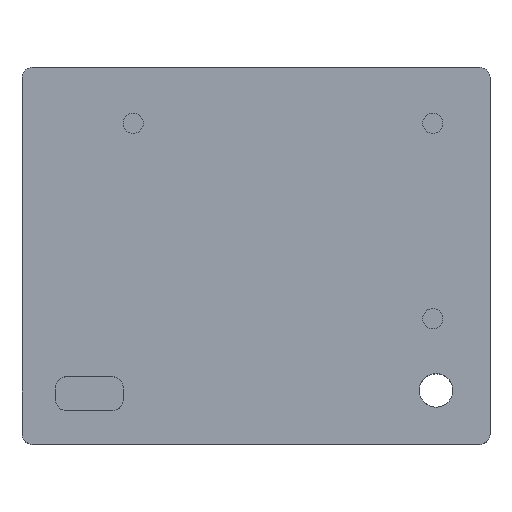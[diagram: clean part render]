
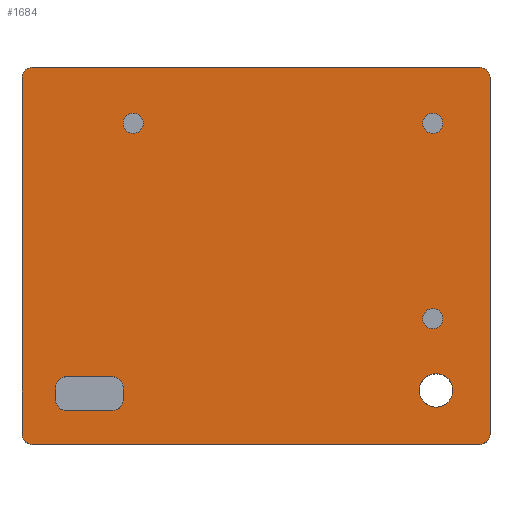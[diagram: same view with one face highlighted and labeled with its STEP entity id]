
A CAD part, top view. The second image highlights one B-rep face of the part: STEP entity #1684.
In plain terms, the highlighted planar face has unit normal (0, 0, 1).
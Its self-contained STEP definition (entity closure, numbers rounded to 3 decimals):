
#48=FACE_BOUND('',#238,.T.);
#49=FACE_BOUND('',#239,.T.);
#50=FACE_BOUND('',#240,.T.);
#51=FACE_BOUND('',#241,.T.);
#52=FACE_BOUND('',#242,.T.);
#66=PLANE('',#1832);
#139=FACE_OUTER_BOUND('',#237,.T.);
#237=EDGE_LOOP('',(#1245,#1246,#1247,#1248,#1249,#1250,#1251,#1252));
#238=EDGE_LOOP('',(#1253,#1254,#1255,#1256,#1257,#1258,#1259,#1260));
#239=EDGE_LOOP('',(#1261));
#240=EDGE_LOOP('',(#1262));
#241=EDGE_LOOP('',(#1263));
#242=EDGE_LOOP('',(#1264));
#322=LINE('',#2461,#505);
#332=LINE('',#2506,#515);
#337=LINE('',#2520,#520);
#340=LINE('',#2528,#523);
#343=LINE('',#2536,#526);
#346=LINE('',#2544,#529);
#352=LINE('',#2565,#535);
#353=LINE('',#2567,#536);
#505=VECTOR('',#1960,10.);
#515=VECTOR('',#2000,10.);
#520=VECTOR('',#2015,10.);
#523=VECTOR('',#2024,10.);
#526=VECTOR('',#2033,10.);
#529=VECTOR('',#2042,10.);
#535=VECTOR('',#2070,10.);
#536=VECTOR('',#2073,10.);
#684=CIRCLE('',#1788,1.5);
#697=CIRCLE('',#1804,1.5);
#698=CIRCLE('',#1807,1.5);
#699=CIRCLE('',#1809,1.5);
#700=CIRCLE('',#1812,1.5);
#701=CIRCLE('',#1815,1.5);
#702=CIRCLE('',#1818,1.5);
#703=CIRCLE('',#1821,1.5);
#704=CIRCLE('',#1823,2.5);
#705=CIRCLE('',#1825,1.5);
#706=CIRCLE('',#1827,1.5);
#707=CIRCLE('',#1829,1.5);
#740=VERTEX_POINT('',#2448);
#741=VERTEX_POINT('',#2449);
#745=VERTEX_POINT('',#2459);
#763=VERTEX_POINT('',#2499);
#764=VERTEX_POINT('',#2500);
#765=VERTEX_POINT('',#2505);
#766=VERTEX_POINT('',#2509);
#767=VERTEX_POINT('',#2513);
#768=VERTEX_POINT('',#2517);
#769=VERTEX_POINT('',#2519);
#770=VERTEX_POINT('',#2523);
#771=VERTEX_POINT('',#2527);
#772=VERTEX_POINT('',#2531);
#773=VERTEX_POINT('',#2535);
#774=VERTEX_POINT('',#2539);
#775=VERTEX_POINT('',#2543);
#776=VERTEX_POINT('',#2549);
#777=VERTEX_POINT('',#2553);
#778=VERTEX_POINT('',#2557);
#779=VERTEX_POINT('',#2561);
#902=EDGE_CURVE('',#740,#741,#684,.T.);
#908=EDGE_CURVE('',#740,#745,#322,.T.);
#927=EDGE_CURVE('',#763,#764,#697,.T.);
#930=EDGE_CURVE('',#765,#764,#332,.T.);
#932=EDGE_CURVE('',#765,#766,#698,.T.);
#934=EDGE_CURVE('',#767,#745,#699,.T.);
#937=EDGE_CURVE('',#769,#768,#337,.T.);
#939=EDGE_CURVE('',#770,#769,#700,.T.);
#941=EDGE_CURVE('',#771,#770,#340,.T.);
#943=EDGE_CURVE('',#772,#771,#701,.T.);
#945=EDGE_CURVE('',#773,#772,#343,.T.);
#947=EDGE_CURVE('',#774,#773,#702,.T.);
#949=EDGE_CURVE('',#775,#774,#346,.T.);
#951=EDGE_CURVE('',#768,#775,#703,.T.);
#952=EDGE_CURVE('',#776,#776,#704,.T.);
#954=EDGE_CURVE('',#777,#777,#705,.T.);
#956=EDGE_CURVE('',#778,#778,#706,.T.);
#958=EDGE_CURVE('',#779,#779,#707,.T.);
#960=EDGE_CURVE('',#763,#741,#352,.T.);
#961=EDGE_CURVE('',#767,#766,#353,.T.);
#1245=ORIENTED_EDGE('',*,*,#902,.F.);
#1246=ORIENTED_EDGE('',*,*,#908,.T.);
#1247=ORIENTED_EDGE('',*,*,#934,.F.);
#1248=ORIENTED_EDGE('',*,*,#961,.T.);
#1249=ORIENTED_EDGE('',*,*,#932,.F.);
#1250=ORIENTED_EDGE('',*,*,#930,.T.);
#1251=ORIENTED_EDGE('',*,*,#927,.F.);
#1252=ORIENTED_EDGE('',*,*,#960,.T.);
#1253=ORIENTED_EDGE('',*,*,#945,.T.);
#1254=ORIENTED_EDGE('',*,*,#943,.T.);
#1255=ORIENTED_EDGE('',*,*,#941,.T.);
#1256=ORIENTED_EDGE('',*,*,#939,.T.);
#1257=ORIENTED_EDGE('',*,*,#937,.T.);
#1258=ORIENTED_EDGE('',*,*,#951,.T.);
#1259=ORIENTED_EDGE('',*,*,#949,.T.);
#1260=ORIENTED_EDGE('',*,*,#947,.T.);
#1261=ORIENTED_EDGE('',*,*,#952,.T.);
#1262=ORIENTED_EDGE('',*,*,#958,.T.);
#1263=ORIENTED_EDGE('',*,*,#956,.T.);
#1264=ORIENTED_EDGE('',*,*,#954,.T.);
#1684=ADVANCED_FACE('',(#139,#48,#49,#50,#51,#52),#66,.T.);
#1788=AXIS2_PLACEMENT_3D('',#2450,#1950,#1951);
#1804=AXIS2_PLACEMENT_3D('',#2501,#1994,#1995);
#1807=AXIS2_PLACEMENT_3D('',#2510,#2004,#2005);
#1809=AXIS2_PLACEMENT_3D('',#2514,#2009,#2010);
#1812=AXIS2_PLACEMENT_3D('',#2524,#2019,#2020);
#1815=AXIS2_PLACEMENT_3D('',#2532,#2028,#2029);
#1818=AXIS2_PLACEMENT_3D('',#2540,#2037,#2038);
#1821=AXIS2_PLACEMENT_3D('',#2547,#2046,#2047);
#1823=AXIS2_PLACEMENT_3D('',#2550,#2050,#2051);
#1825=AXIS2_PLACEMENT_3D('',#2554,#2055,#2056);
#1827=AXIS2_PLACEMENT_3D('',#2558,#2060,#2061);
#1829=AXIS2_PLACEMENT_3D('',#2562,#2065,#2066);
#1832=AXIS2_PLACEMENT_3D('',#2568,#2074,#2075);
#1950=DIRECTION('center_axis',(0.,0.,-1.));
#1951=DIRECTION('ref_axis',(-0.707,-0.707,0.));
#1960=DIRECTION('',(1.,0.,0.));
#1994=DIRECTION('center_axis',(0.,0.,-1.));
#1995=DIRECTION('ref_axis',(-0.707,0.707,0.));
#2000=DIRECTION('',(-1.,0.,0.));
#2004=DIRECTION('center_axis',(0.,0.,-1.));
#2005=DIRECTION('ref_axis',(0.707,0.707,0.));
#2009=DIRECTION('center_axis',(0.,0.,-1.));
#2010=DIRECTION('ref_axis',(0.707,-0.707,0.));
#2015=DIRECTION('',(1.,0.,0.));
#2019=DIRECTION('center_axis',(0.,0.,-1.));
#2020=DIRECTION('ref_axis',(0.,1.,0.));
#2024=DIRECTION('',(0.,1.,0.));
#2028=DIRECTION('center_axis',(0.,0.,-1.));
#2029=DIRECTION('ref_axis',(-1.,0.,0.));
#2033=DIRECTION('',(-1.,0.,0.));
#2037=DIRECTION('center_axis',(0.,0.,-1.));
#2038=DIRECTION('ref_axis',(0.,-1.,0.));
#2042=DIRECTION('',(0.,-1.,0.));
#2046=DIRECTION('center_axis',(0.,0.,-1.));
#2047=DIRECTION('ref_axis',(1.,0.,0.));
#2050=DIRECTION('center_axis',(0.,0.,-1.));
#2051=DIRECTION('ref_axis',(-1.,0.,0.));
#2055=DIRECTION('center_axis',(0.,0.,-1.));
#2056=DIRECTION('ref_axis',(1.,0.,0.));
#2060=DIRECTION('center_axis',(0.,0.,-1.));
#2061=DIRECTION('ref_axis',(1.,0.,0.));
#2065=DIRECTION('center_axis',(0.,0.,-1.));
#2066=DIRECTION('ref_axis',(1.,0.,0.));
#2070=DIRECTION('',(0.,-1.,0.));
#2073=DIRECTION('',(0.,1.,0.));
#2074=DIRECTION('center_axis',(0.,0.,1.));
#2075=DIRECTION('ref_axis',(1.,0.,0.));
#2448=CARTESIAN_POINT('',(-35.5,-3.,3.));
#2449=CARTESIAN_POINT('',(-37.,-1.5,3.));
#2450=CARTESIAN_POINT('Origin',(-35.5,-1.5,3.));
#2459=CARTESIAN_POINT('',(31.,-3.,3.));
#2461=CARTESIAN_POINT('',(32.5,-3.,3.));
#2499=CARTESIAN_POINT('',(-37.,51.45,3.));
#2500=CARTESIAN_POINT('',(-35.5,52.95,3.));
#2501=CARTESIAN_POINT('Origin',(-35.5,51.45,3.));
#2505=CARTESIAN_POINT('',(31.,52.95,3.));
#2506=CARTESIAN_POINT('',(-37.,52.95,3.));
#2509=CARTESIAN_POINT('',(32.5,51.45,3.));
#2510=CARTESIAN_POINT('Origin',(31.,51.45,3.));
#2513=CARTESIAN_POINT('',(32.5,-1.5,3.));
#2514=CARTESIAN_POINT('Origin',(31.,-1.5,3.));
#2517=CARTESIAN_POINT('',(-23.5,7.,3.));
#2519=CARTESIAN_POINT('',(-30.5,7.,3.));
#2520=CARTESIAN_POINT('',(-16.375,7.,3.));
#2523=CARTESIAN_POINT('',(-32.,5.5,3.));
#2524=CARTESIAN_POINT('Origin',(-30.5,5.5,3.));
#2527=CARTESIAN_POINT('',(-32.,3.5,3.));
#2528=CARTESIAN_POINT('',(-32.,14.238,3.));
#2531=CARTESIAN_POINT('',(-30.5,2.,3.));
#2532=CARTESIAN_POINT('Origin',(-30.5,3.5,3.));
#2535=CARTESIAN_POINT('',(-23.5,2.,3.));
#2536=CARTESIAN_POINT('',(-12.875,2.,3.));
#2539=CARTESIAN_POINT('',(-22.,3.5,3.));
#2540=CARTESIAN_POINT('Origin',(-23.5,3.5,3.));
#2543=CARTESIAN_POINT('',(-22.,5.5,3.));
#2544=CARTESIAN_POINT('',(-22.,15.238,3.));
#2547=CARTESIAN_POINT('Origin',(-23.5,5.5,3.));
#2549=CARTESIAN_POINT('',(27.,5.,3.));
#2550=CARTESIAN_POINT('Origin',(24.5,5.,3.));
#2553=CARTESIAN_POINT('',(22.5,15.65,3.));
#2554=CARTESIAN_POINT('Origin',(24.,15.65,3.));
#2557=CARTESIAN_POINT('',(22.5,44.65,3.));
#2558=CARTESIAN_POINT('Origin',(24.,44.65,3.));
#2561=CARTESIAN_POINT('',(-22.,44.65,3.));
#2562=CARTESIAN_POINT('Origin',(-20.5,44.65,3.));
#2565=CARTESIAN_POINT('',(-37.,-3.,3.));
#2567=CARTESIAN_POINT('',(32.5,52.95,3.));
#2568=CARTESIAN_POINT('Origin',(-2.25,24.975,3.));
